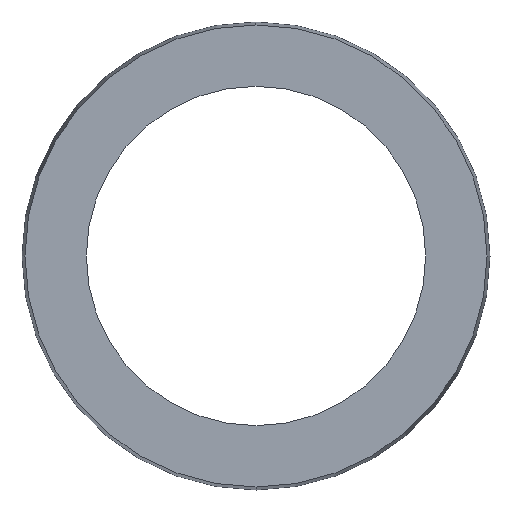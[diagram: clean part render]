
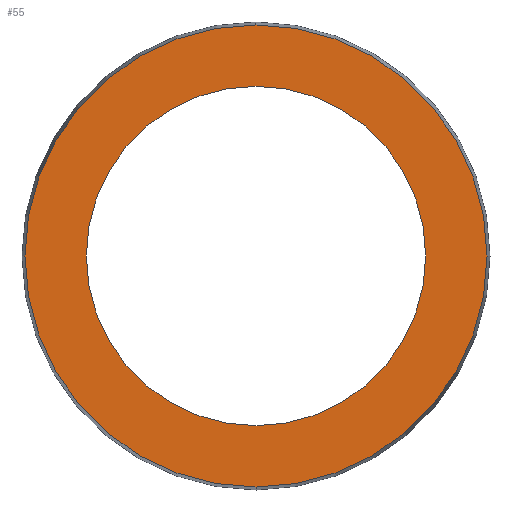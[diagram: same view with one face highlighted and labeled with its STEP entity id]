
A CAD part, left-side view. The second image highlights one B-rep face of the part: STEP entity #55.
In plain terms, the highlighted planar face has unit normal (-1, 0, 0).
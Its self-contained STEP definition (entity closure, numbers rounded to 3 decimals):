
#14 = CARTESIAN_POINT ( 'NONE',  ( 0., 0., -11.35 ) ) ;
#16 = CARTESIAN_POINT ( 'NONE',  ( 0., 0., 0. ) ) ;
#20 = EDGE_LOOP ( 'NONE', ( #158, #220 ) ) ;
#42 = DIRECTION ( 'NONE',  ( 0., 0., 1. ) ) ;
#48 = DIRECTION ( 'NONE',  ( 0., 0., 1. ) ) ;
#54 = EDGE_LOOP ( 'NONE', ( #176, #147 ) ) ;
#55 = ADVANCED_FACE ( 'NONE', ( #211, #104 ), #75, .F. ) ;
#59 = DIRECTION ( 'NONE',  ( -1., 0., 0. ) ) ;
#70 = AXIS2_PLACEMENT_3D ( 'NONE', #294, #105, #77 ) ;
#75 = PLANE ( 'NONE',  #187 ) ;
#77 = DIRECTION ( 'NONE',  ( 0., 0., 1. ) ) ;
#89 = VERTEX_POINT ( 'NONE', #107 ) ;
#100 = CARTESIAN_POINT ( 'NONE',  ( 0., 0., 0. ) ) ;
#104 = FACE_OUTER_BOUND ( 'NONE', #54, .T. ) ;
#105 = DIRECTION ( 'NONE',  ( -1., 0., 0. ) ) ;
#107 = CARTESIAN_POINT ( 'NONE',  ( 0., 0., -15.45 ) ) ;
#112 = EDGE_CURVE ( 'NONE', #252, #89, #225, .T. ) ;
#115 = CARTESIAN_POINT ( 'NONE',  ( 0., 0., 11.35 ) ) ;
#116 = EDGE_CURVE ( 'NONE', #198, #186, #183, .T. ) ;
#128 = DIRECTION ( 'NONE',  ( 0., 0., -1. ) ) ;
#147 = ORIENTED_EDGE ( 'NONE', *, *, #112, .T. ) ;
#148 = DIRECTION ( 'NONE',  ( 1., 0., 0. ) ) ;
#155 = DIRECTION ( 'NONE',  ( 0., 0., 1. ) ) ;
#158 = ORIENTED_EDGE ( 'NONE', *, *, #116, .F. ) ;
#160 = DIRECTION ( 'NONE',  ( -1., 0., 0. ) ) ;
#170 = DIRECTION ( 'NONE',  ( -1., 0., 0. ) ) ;
#171 = EDGE_CURVE ( 'NONE', #89, #252, #237, .T. ) ;
#176 = ORIENTED_EDGE ( 'NONE', *, *, #171, .T. ) ;
#183 = CIRCLE ( 'NONE', #70, 11.35 ) ;
#186 = VERTEX_POINT ( 'NONE', #14 ) ;
#187 = AXIS2_PLACEMENT_3D ( 'NONE', #260, #148, #128 ) ;
#191 = CIRCLE ( 'NONE', #250, 11.35 ) ;
#198 = VERTEX_POINT ( 'NONE', #115 ) ;
#208 = CARTESIAN_POINT ( 'NONE',  ( 0., 0., 0. ) ) ;
#211 = FACE_BOUND ( 'NONE', #20, .T. ) ;
#220 = ORIENTED_EDGE ( 'NONE', *, *, #251, .F. ) ;
#225 = CIRCLE ( 'NONE', #280, 15.45 ) ;
#237 = CIRCLE ( 'NONE', #275, 15.45 ) ;
#250 = AXIS2_PLACEMENT_3D ( 'NONE', #100, #170, #48 ) ;
#251 = EDGE_CURVE ( 'NONE', #186, #198, #191, .T. ) ;
#252 = VERTEX_POINT ( 'NONE', #282 ) ;
#260 = CARTESIAN_POINT ( 'NONE',  ( 0., 11.35, 0. ) ) ;
#275 = AXIS2_PLACEMENT_3D ( 'NONE', #208, #160, #42 ) ;
#280 = AXIS2_PLACEMENT_3D ( 'NONE', #16, #59, #155 ) ;
#282 = CARTESIAN_POINT ( 'NONE',  ( 0., 0., 15.45 ) ) ;
#294 = CARTESIAN_POINT ( 'NONE',  ( 0., 0., 0. ) ) ;
